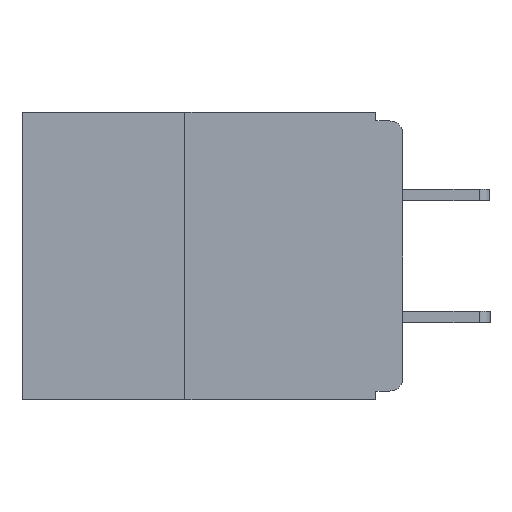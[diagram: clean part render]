
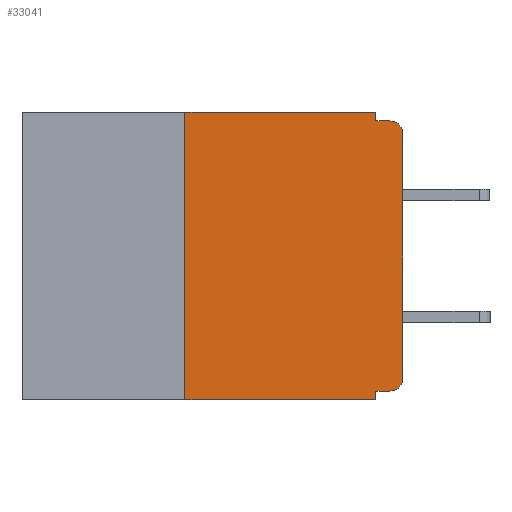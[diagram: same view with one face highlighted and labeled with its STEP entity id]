
A CAD part, left-side view. The second image highlights one B-rep face of the part: STEP entity #33041.
In plain terms, the highlighted planar face has unit normal (-1, 0, 0).
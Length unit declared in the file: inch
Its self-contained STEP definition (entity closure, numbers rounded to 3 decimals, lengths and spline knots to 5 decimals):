
#74 = CARTESIAN_POINT ( 'NONE',  ( 0., 0.437, 0. ) ) ;
#76 = EDGE_CURVE ( 'NONE', #26788, #1947, #7262, .T. ) ;
#103 = CIRCLE ( 'NONE', #17989, 0.015 ) ;
#232 = CARTESIAN_POINT ( 'NONE',  ( 0., 0., -0.32 ) ) ;
#555 = DIRECTION ( 'NONE',  ( 0., 0., 1. ) ) ;
#1114 = CARTESIAN_POINT ( 'NONE',  ( 0., 0., -0.025 ) ) ;
#1186 = VERTEX_POINT ( 'NONE', #22960 ) ;
#1799 = CARTESIAN_POINT ( 'NONE',  ( 0., 0.437, -0.33 ) ) ;
#1913 = EDGE_CURVE ( 'NONE', #29204, #33526, #26474, .T. ) ;
#1946 = CARTESIAN_POINT ( 'NONE',  ( 0., 0.25, -0.33 ) ) ;
#1947 = VERTEX_POINT ( 'NONE', #31103 ) ;
#2004 = VECTOR ( 'NONE', #8680, 39.37008 ) ;
#2082 = DIRECTION ( 'NONE',  ( -1., 0., 0. ) ) ;
#2109 = CARTESIAN_POINT ( 'NONE',  ( 0., 0.25, 0. ) ) ;
#2377 = EDGE_CURVE ( 'NONE', #16299, #17918, #33021, .T. ) ;
#2745 = ORIENTED_EDGE ( 'NONE', *, *, #34200, .F. ) ;
#2808 = DIRECTION ( 'NONE',  ( 0., 0., -1. ) ) ;
#2848 = EDGE_CURVE ( 'NONE', #33328, #1947, #33792, .T. ) ;
#3679 = ORIENTED_EDGE ( 'NONE', *, *, #13293, .F. ) ;
#4132 = ORIENTED_EDGE ( 'NONE', *, *, #76, .T. ) ;
#6995 = ORIENTED_EDGE ( 'NONE', *, *, #26598, .T. ) ;
#7262 = LINE ( 'NONE', #1799, #13658 ) ;
#8095 = ORIENTED_EDGE ( 'NONE', *, *, #16458, .F. ) ;
#8147 = DIRECTION ( 'NONE',  ( 0., 0., -1. ) ) ;
#8239 = CARTESIAN_POINT ( 'NONE',  ( 0., 0.25, -0.33 ) ) ;
#8464 = LINE ( 'NONE', #1946, #29085 ) ;
#8653 = CARTESIAN_POINT ( 'NONE',  ( 0., 0., 0. ) ) ;
#8680 = DIRECTION ( 'NONE',  ( 0., -1., 0. ) ) ;
#9216 = DIRECTION ( 'NONE',  ( -1., 0., 0. ) ) ;
#9994 = CARTESIAN_POINT ( 'NONE',  ( 0., 0.015, -0.32 ) ) ;
#10199 = CARTESIAN_POINT ( 'NONE',  ( 0., 0.031, -0.33 ) ) ;
#10941 = CARTESIAN_POINT ( 'NONE',  ( 0., 0.437, 0. ) ) ;
#11243 = DIRECTION ( 'NONE',  ( 0., 0., -1. ) ) ;
#11295 = VECTOR ( 'NONE', #19255, 39.37008 ) ;
#11815 = VECTOR ( 'NONE', #555, 39.37008 ) ;
#11842 = CARTESIAN_POINT ( 'NONE',  ( 0., 0.015, -0.025 ) ) ;
#12666 = LINE ( 'NONE', #8653, #11815 ) ;
#13293 = EDGE_CURVE ( 'NONE', #31149, #29204, #32099, .T. ) ;
#13658 = VECTOR ( 'NONE', #32742, 39.37008 ) ;
#15488 = DIRECTION ( 'NONE',  ( 0., 0., 1. ) ) ;
#16288 = CARTESIAN_POINT ( 'NONE',  ( 0., 0.031, 0. ) ) ;
#16299 = VERTEX_POINT ( 'NONE', #1114 ) ;
#16336 = PLANE ( 'NONE',  #25335 ) ;
#16458 = EDGE_CURVE ( 'NONE', #26788, #31149, #8464, .T. ) ;
#16915 = CARTESIAN_POINT ( 'NONE',  ( 0., 0.031, 0. ) ) ;
#17918 = VERTEX_POINT ( 'NONE', #24685 ) ;
#17989 = AXIS2_PLACEMENT_3D ( 'NONE', #18349, #2082, #21087 ) ;
#18349 = CARTESIAN_POINT ( 'NONE',  ( 0., 0.015, -0.305 ) ) ;
#19089 = DIRECTION ( 'NONE',  ( 1., 0., 0. ) ) ;
#19255 = DIRECTION ( 'NONE',  ( 0., 1., 0. ) ) ;
#19665 = ORIENTED_EDGE ( 'NONE', *, *, #2848, .F. ) ;
#20258 = VECTOR ( 'NONE', #11243, 39.37008 ) ;
#21087 = DIRECTION ( 'NONE',  ( 0., 0., -1. ) ) ;
#21430 = ORIENTED_EDGE ( 'NONE', *, *, #21930, .F. ) ;
#21930 = EDGE_CURVE ( 'NONE', #33526, #17918, #23637, .T. ) ;
#22167 = CARTESIAN_POINT ( 'NONE',  ( 0., 0., -0.01 ) ) ;
#22229 = AXIS2_PLACEMENT_3D ( 'NONE', #11842, #9216, #8147 ) ;
#22264 = VERTEX_POINT ( 'NONE', #9994 ) ;
#22835 = CARTESIAN_POINT ( 'NONE',  ( 0., 0.031, -0.32 ) ) ;
#22960 = CARTESIAN_POINT ( 'NONE',  ( 0., 0., -0.305 ) ) ;
#23610 = ORIENTED_EDGE ( 'NONE', *, *, #33139, .T. ) ;
#23637 = LINE ( 'NONE', #22167, #2004 ) ;
#23767 = ORIENTED_EDGE ( 'NONE', *, *, #2377, .T. ) ;
#23872 = CARTESIAN_POINT ( 'NONE',  ( 0., 0.031, -0.01 ) ) ;
#24364 = DIRECTION ( 'NONE',  ( 0., -1., 0. ) ) ;
#24685 = CARTESIAN_POINT ( 'NONE',  ( 0., 0.015, -0.01 ) ) ;
#24937 = DIRECTION ( 'NONE',  ( 0., 0., -1. ) ) ;
#25230 = VECTOR ( 'NONE', #24937, 39.37008 ) ;
#25335 = AXIS2_PLACEMENT_3D ( 'NONE', #74, #19089, #2808 ) ;
#26474 = LINE ( 'NONE', #16915, #20258 ) ;
#26598 = EDGE_CURVE ( 'NONE', #22264, #1186, #103, .T. ) ;
#26641 = ORIENTED_EDGE ( 'NONE', *, *, #1913, .F. ) ;
#26788 = VERTEX_POINT ( 'NONE', #8239 ) ;
#29085 = VECTOR ( 'NONE', #15488, 39.37008 ) ;
#29204 = VERTEX_POINT ( 'NONE', #16288 ) ;
#29413 = FACE_OUTER_BOUND ( 'NONE', #30389, .T. ) ;
#30138 = LINE ( 'NONE', #232, #11295 ) ;
#30389 = EDGE_LOOP ( 'NONE', ( #23610, #23767, #21430, #26641, #3679, #8095, #4132, #19665, #2745, #6995 ) ) ;
#31103 = CARTESIAN_POINT ( 'NONE',  ( 0., 0.031, -0.33 ) ) ;
#31149 = VERTEX_POINT ( 'NONE', #2109 ) ;
#31281 = VECTOR ( 'NONE', #24364, 39.37008 ) ;
#32099 = LINE ( 'NONE', #10941, #31281 ) ;
#32742 = DIRECTION ( 'NONE',  ( 0., -1., 0. ) ) ;
#33021 = CIRCLE ( 'NONE', #22229, 0.015 ) ;
#33041 = ADVANCED_FACE ( 'NONE', ( #29413 ), #16336, .F. ) ;
#33139 = EDGE_CURVE ( 'NONE', #1186, #16299, #12666, .T. ) ;
#33328 = VERTEX_POINT ( 'NONE', #22835 ) ;
#33526 = VERTEX_POINT ( 'NONE', #23872 ) ;
#33792 = LINE ( 'NONE', #10199, #25230 ) ;
#34200 = EDGE_CURVE ( 'NONE', #22264, #33328, #30138, .T. ) ;
